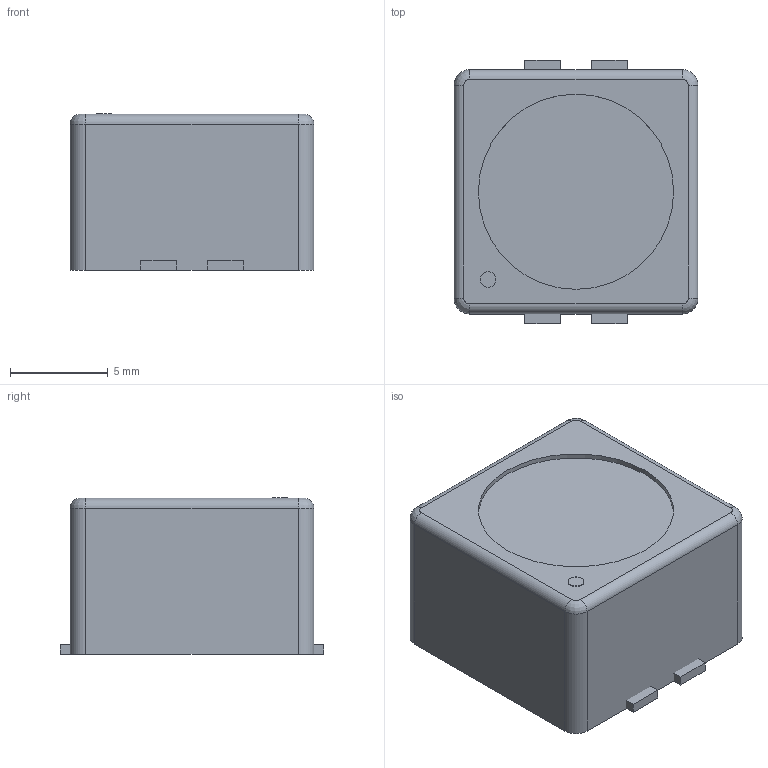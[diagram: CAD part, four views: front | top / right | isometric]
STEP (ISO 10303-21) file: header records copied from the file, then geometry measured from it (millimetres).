
FILE_DESCRIPTION(('Open CASCADE Model'),'2;1');
FILE_NAME('Open CASCADE Shape Model','2026-01-31T21:44:24',('Author'),( 'Open CASCADE'),'Open CASCADE STEP processor 7.7','Open CASCADE 7.7' ,'Unknown');
FILE_SCHEMA(('AUTOMOTIVE_DESIGN { 1 0 10303 214 1 1 1 1 }'));
Length unit declared in the file: millimetre
Products named in the file (8): a0e36ada-fee5-11f0-a1bb-02fb3c9c4bbd; body; body_part; pads; pads_part; pin1_marker; pin1_marker_part
Assembly tree (7 placements, depth 4):
  a0e36ada-fee5-11f0-a1bb-02fb3c9c4bbd
    a0e36ada-fee5-11f0-a1bb-02fb3c9c4bbd
      body
        body_part
      pads
        pads_part
      pin1_marker
        pin1_marker_part
Bounding box: 12.5 x 13.5 x 8.04 mm (x, y, z)
Volume: 1241.4 mm3; surface area: 798.1 mm2
Topology: 6 solids, 6 shells, 47 faces, 94 edges, 60 vertices
Faces by surface type: plane 33, cylinder 10, revolution 4
Full cylindrical faces by diameter (mm): 0.8 x1, 10 x1
Entity records: 2634 total; most frequent: CARTESIAN_POINT 477, DIRECTION 390, LINE 230, VECTOR 230, ORIENTED_EDGE 188, PCURVE 188, DEFINITIONAL_REPRESENTATION 188, EDGE_CURVE 94
